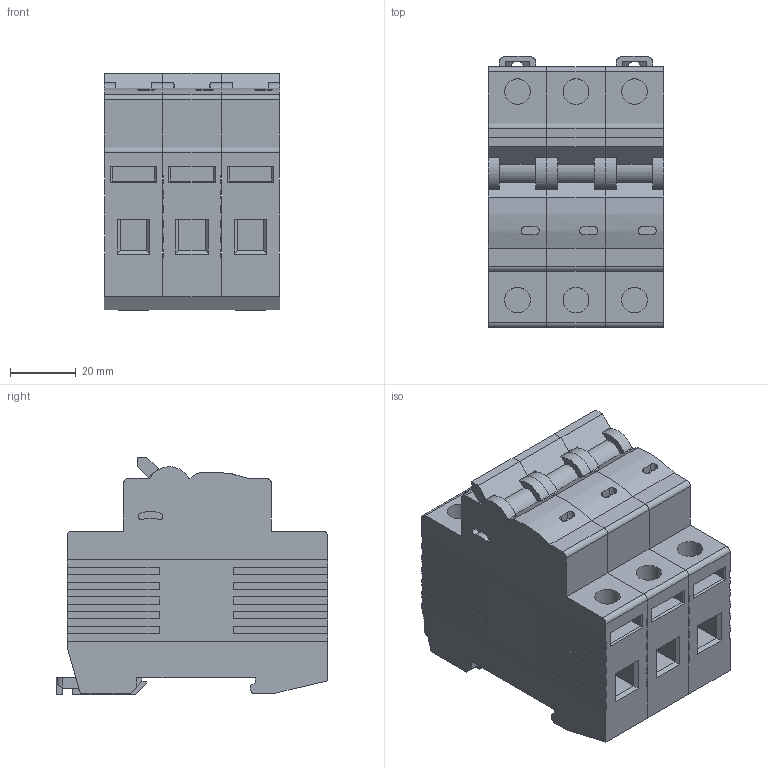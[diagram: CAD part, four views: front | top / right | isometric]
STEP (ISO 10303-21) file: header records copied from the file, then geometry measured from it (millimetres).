
FILE_DESCRIPTION (( 'STEP AP214' ), '1' );
FILE_NAME ('01.01.01.01 ÂÀ 47-29 õ-êà Â 3Ð.STEP', '2017-03-13T08:07:43', ( '' ), ( '' ), 'SwSTEP 2.0', 'SolidWorks 2014', '' );
FILE_SCHEMA (( 'AUTOMOTIVE_DESIGN' ));
Length unit declared in the file: millimetre
Products named in the file (1): 01.01.01.01 ÂÀ 47-29 õ-êà Â 3Ð
Bounding box: 53.4 x 82.5 x 72.35 mm (x, y, z)
Volume: 222395.7 mm3; surface area: 52474.4 mm2
Topology: 3 solids, 5 shells, 739 faces, 2061 edges, 1363 vertices
Faces by surface type: plane 664, cylinder 75
Full cylindrical faces by diameter (mm): 7.8 x6
Entity records: 31529 total; most frequent: CARTESIAN_POINT 4302, ORIENTED_EDGE 4104, DIRECTION 3658, EDGE_CURVE 2052, LINE 1882, VECTOR 1882, VERTEX_POINT 1360, AXIS2_PLACEMENT_3D 888
